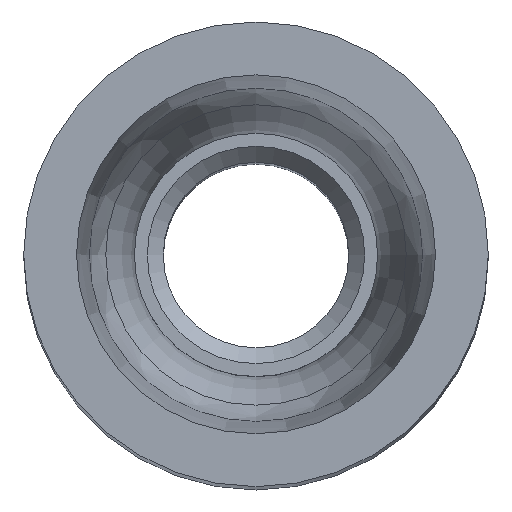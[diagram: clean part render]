
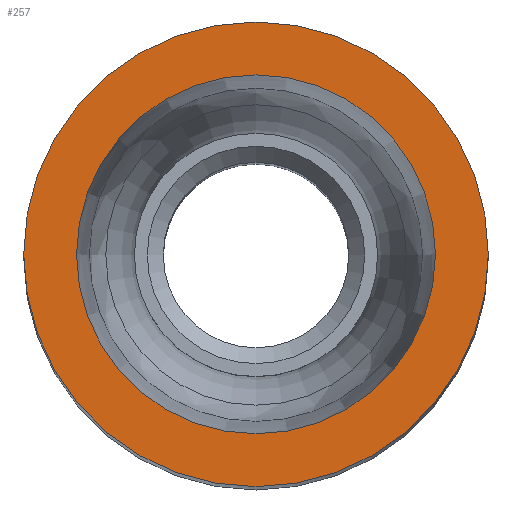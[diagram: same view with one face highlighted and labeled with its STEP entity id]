
A CAD part, top view. The second image highlights one B-rep face of the part: STEP entity #257.
In plain terms, the highlighted planar face has unit normal (0, 0, 1).
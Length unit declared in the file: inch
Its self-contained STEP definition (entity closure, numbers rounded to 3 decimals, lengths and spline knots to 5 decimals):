
#15=PLANE($,#296);
#48=FACE_BOUND($,#102,.T.);
#49=FACE_BOUND($,#103,.T.);
#102=EDGE_LOOP($,(#224));
#103=EDGE_LOOP($,(#225));
#123=CIRCLE($,#281,0.09001);
#131=CIRCLE($,#295,0.11654);
#145=VERTEX_POINT($,#471);
#153=VERTEX_POINT($,#553);
#169=EDGE_CURVE($,#145,#145,#123,.T.);
#179=EDGE_CURVE($,#153,#153,#131,.T.);
#224=ORIENTED_EDGE($,*,*,#169,.T.);
#225=ORIENTED_EDGE($,*,*,#179,.F.);
#257=ADVANCED_FACE($,(#48,#49),#15,.T.);
#281=AXIS2_PLACEMENT_3D($,#472,#335,#336);
#295=AXIS2_PLACEMENT_3D($,#554,#363,#364);
#296=AXIS2_PLACEMENT_3D($,#555,#365,#366);
#335=DIRECTION('center_axis',(0.,0.,-1.));
#336=DIRECTION('ref_axis',(-1.,0.,0.));
#363=DIRECTION('center_axis',(0.,0.,-1.));
#364=DIRECTION('ref_axis',(-1.,0.,0.));
#365=DIRECTION('center_axis',(0.,0.,1.));
#366=DIRECTION('ref_axis',(1.,0.,0.));
#471=CARTESIAN_POINT('',(0.09001,0.,0.479));
#472=CARTESIAN_POINT('Origin',(0.,0.,0.479));
#553=CARTESIAN_POINT('',(0.11654,0.,0.479));
#554=CARTESIAN_POINT('Origin',(0.,0.,0.479));
#555=CARTESIAN_POINT('Origin',(0.,0.,
0.479));
